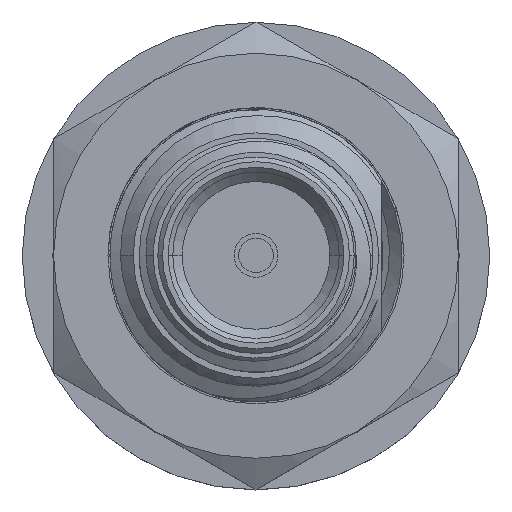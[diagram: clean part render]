
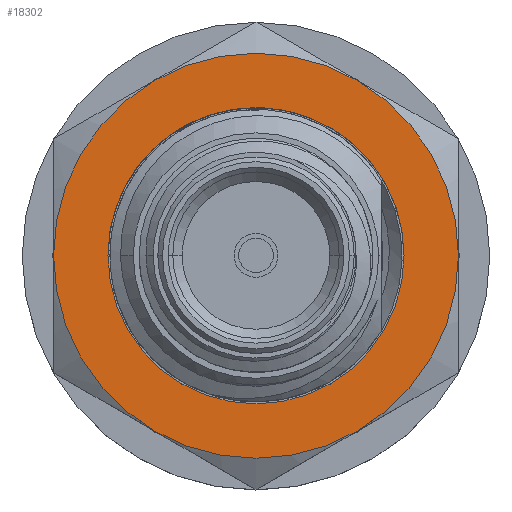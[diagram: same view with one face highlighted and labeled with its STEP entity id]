
A CAD part, top view. The second image highlights one B-rep face of the part: STEP entity #18302.
In plain terms, the highlighted planar face has unit normal (0, 0, 1).
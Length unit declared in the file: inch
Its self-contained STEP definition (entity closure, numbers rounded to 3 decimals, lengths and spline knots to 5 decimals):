
#1763 = AXIS2_PLACEMENT_3D ( 'NONE', #3447, #10280, #5117 ) ;
#2621 = DIRECTION ( 'NONE',  ( 0., 0., 1. ) ) ;
#2652 = CARTESIAN_POINT ( 'NONE',  ( -0.21654, 0., -0.005 ) ) ;
#2768 = DIRECTION ( 'NONE',  ( 0., 0., 1. ) ) ;
#2830 = CIRCLE ( 'NONE', #7977, 0.21654 ) ;
#3447 = CARTESIAN_POINT ( 'NONE',  ( 0., 0., -0.005 ) ) ;
#4401 = ORIENTED_EDGE ( 'NONE', *, *, #13668, .T. ) ;
#4471 = AXIS2_PLACEMENT_3D ( 'NONE', #13181, #2768, #14765 ) ;
#5117 = DIRECTION ( 'NONE',  ( 1., 0., 0. ) ) ;
#6310 = VERTEX_POINT ( 'NONE', #18430 ) ;
#6545 = VERTEX_POINT ( 'NONE', #20466 ) ;
#7223 = AXIS2_PLACEMENT_3D ( 'NONE', #9920, #20189, #9777 ) ;
#7977 = AXIS2_PLACEMENT_3D ( 'NONE', #14993, #2621, #13037 ) ;
#9777 = DIRECTION ( 'NONE',  ( 1., 0., 0. ) ) ;
#9841 = EDGE_LOOP ( 'NONE', ( #11646, #9864 ) ) ;
#9864 = ORIENTED_EDGE ( 'NONE', *, *, #16009, .F. ) ;
#9920 = CARTESIAN_POINT ( 'NONE',  ( 0., 0., -0.005 ) ) ;
#10280 = DIRECTION ( 'NONE',  ( 0., 0., 1. ) ) ;
#10931 = FACE_OUTER_BOUND ( 'NONE', #20373, .T. ) ;
#11646 = ORIENTED_EDGE ( 'NONE', *, *, #13664, .F. ) ;
#12205 = ORIENTED_EDGE ( 'NONE', *, *, #12992, .T. ) ;
#12623 = CIRCLE ( 'NONE', #4471, 0.15835 ) ;
#12820 = FACE_BOUND ( 'NONE', #9841, .T. ) ;
#12992 = EDGE_CURVE ( 'NONE', #6545, #15066, #15058, .T. ) ;
#13037 = DIRECTION ( 'NONE',  ( 1., 0., 0. ) ) ;
#13181 = CARTESIAN_POINT ( 'NONE',  ( 0., 0., -0.005 ) ) ;
#13664 = EDGE_CURVE ( 'NONE', #6310, #18424, #12623, .T. ) ;
#13668 = EDGE_CURVE ( 'NONE', #15066, #6545, #2830, .T. ) ;
#14580 = DIRECTION ( 'NONE',  ( 0., 0., 1. ) ) ;
#14731 = DIRECTION ( 'NONE',  ( 1., 0., 0. ) ) ;
#14765 = DIRECTION ( 'NONE',  ( 1., 0., 0. ) ) ;
#14993 = CARTESIAN_POINT ( 'NONE',  ( 0., 0., -0.005 ) ) ;
#15058 = CIRCLE ( 'NONE', #7223, 0.21654 ) ;
#15066 = VERTEX_POINT ( 'NONE', #2652 ) ;
#15112 = AXIS2_PLACEMENT_3D ( 'NONE', #21609, #14580, #14731 ) ;
#15595 = CARTESIAN_POINT ( 'NONE',  ( 0.15835, 0., -0.005 ) ) ;
#16009 = EDGE_CURVE ( 'NONE', #18424, #6310, #16938, .T. ) ;
#16938 = CIRCLE ( 'NONE', #15112, 0.15835 ) ;
#18302 = ADVANCED_FACE ( 'NONE', ( #10931, #12820 ), #20636, .T. ) ;
#18424 = VERTEX_POINT ( 'NONE', #15595 ) ;
#18430 = CARTESIAN_POINT ( 'NONE',  ( -0.15835, 0., -0.005 ) ) ;
#20189 = DIRECTION ( 'NONE',  ( 0., 0., 1. ) ) ;
#20373 = EDGE_LOOP ( 'NONE', ( #4401, #12205 ) ) ;
#20466 = CARTESIAN_POINT ( 'NONE',  ( 0.21654, 0., -0.005 ) ) ;
#20636 = PLANE ( 'NONE',  #1763 ) ;
#21609 = CARTESIAN_POINT ( 'NONE',  ( 0., 0., -0.005 ) ) ;
